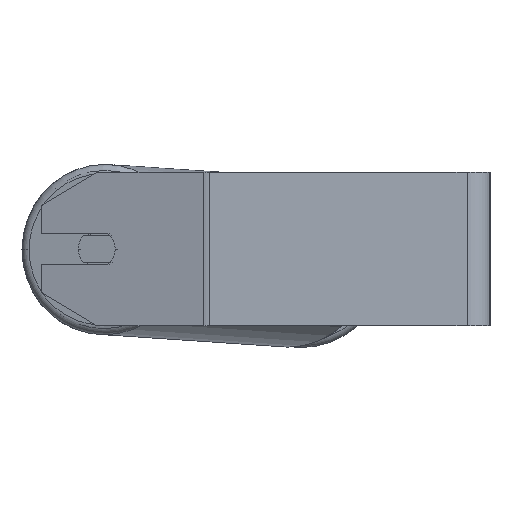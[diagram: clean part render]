
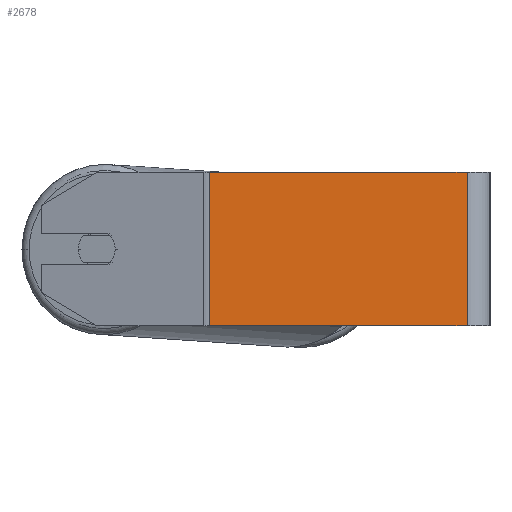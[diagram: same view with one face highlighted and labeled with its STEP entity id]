
A CAD part, left-side view. The second image highlights one B-rep face of the part: STEP entity #2678.
In plain terms, the highlighted planar face has unit normal (-1, 0, 0).
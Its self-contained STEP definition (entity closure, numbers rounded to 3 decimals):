
#171 = DIRECTION ( 'NONE',  ( 0., -1., 0. ) ) ;
#623 = EDGE_CURVE ( 'NONE', #8485, #5734, #1718, .T. ) ;
#646 = DIRECTION ( 'NONE',  ( 0., -1., 0. ) ) ;
#962 = VECTOR ( 'NONE', #171, 1000. ) ;
#1290 = VECTOR ( 'NONE', #7120, 1000. ) ;
#1309 = CARTESIAN_POINT ( 'NONE',  ( -620., 148.054, -40. ) ) ;
#1344 = CARTESIAN_POINT ( 'NONE',  ( -620., 148.054, 40. ) ) ;
#1465 = CARTESIAN_POINT ( 'NONE',  ( -620., 148.054, 40. ) ) ;
#1503 = VECTOR ( 'NONE', #8647, 1000. ) ;
#1718 = LINE ( 'NONE', #6322, #1290 ) ;
#2006 = CARTESIAN_POINT ( 'NONE',  ( -620., 146.474, -40. ) ) ;
#2015 = DIRECTION ( 'NONE',  ( 1., 0., 0. ) ) ;
#2130 = LINE ( 'NONE', #1465, #962 ) ;
#2173 = EDGE_CURVE ( 'NONE', #5734, #3294, #7067, .T. ) ;
#2616 = FACE_OUTER_BOUND ( 'NONE', #7199, .T. ) ;
#2678 = ADVANCED_FACE ( 'NONE', ( #2616 ), #4716, .F. ) ;
#2884 = AXIS2_PLACEMENT_3D ( 'NONE', #1344, #2015, #7406 ) ;
#3128 = CARTESIAN_POINT ( 'NONE',  ( -620., 12., 40. ) ) ;
#3196 = CARTESIAN_POINT ( 'NONE',  ( -620., 12., 40. ) ) ;
#3294 = VERTEX_POINT ( 'NONE', #6743 ) ;
#3322 = VECTOR ( 'NONE', #646, 1000. ) ;
#3329 = LINE ( 'NONE', #3196, #1503 ) ;
#4629 = EDGE_CURVE ( 'NONE', #5445, #3294, #3329, .T. ) ;
#4681 = CARTESIAN_POINT ( 'NONE',  ( -620., 146.474, 40. ) ) ;
#4716 = PLANE ( 'NONE',  #2884 ) ;
#4948 = ORIENTED_EDGE ( 'NONE', *, *, #6553, .F. ) ;
#5445 = VERTEX_POINT ( 'NONE', #3128 ) ;
#5734 = VERTEX_POINT ( 'NONE', #2006 ) ;
#6322 = CARTESIAN_POINT ( 'NONE',  ( -620., 146.474, 40. ) ) ;
#6553 = EDGE_CURVE ( 'NONE', #8485, #5445, #2130, .T. ) ;
#6601 = ORIENTED_EDGE ( 'NONE', *, *, #4629, .F. ) ;
#6671 = ORIENTED_EDGE ( 'NONE', *, *, #623, .T. ) ;
#6743 = CARTESIAN_POINT ( 'NONE',  ( -620., 12., -40. ) ) ;
#7067 = LINE ( 'NONE', #1309, #3322 ) ;
#7120 = DIRECTION ( 'NONE',  ( 0., 0., -1. ) ) ;
#7199 = EDGE_LOOP ( 'NONE', ( #8752, #6601, #4948, #6671 ) ) ;
#7406 = DIRECTION ( 'NONE',  ( 0., 0., -1. ) ) ;
#8485 = VERTEX_POINT ( 'NONE', #4681 ) ;
#8647 = DIRECTION ( 'NONE',  ( 0., 0., -1. ) ) ;
#8752 = ORIENTED_EDGE ( 'NONE', *, *, #2173, .T. ) ;
